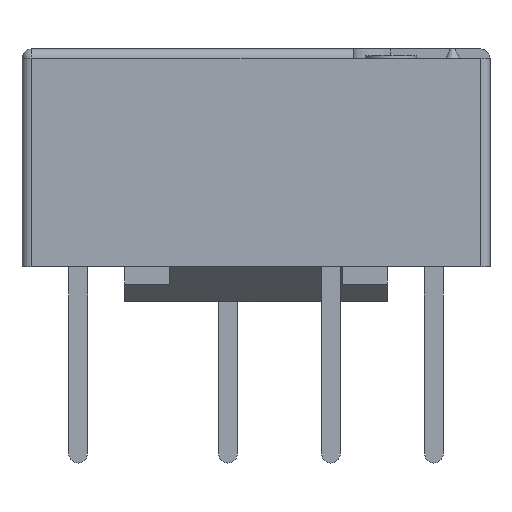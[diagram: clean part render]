
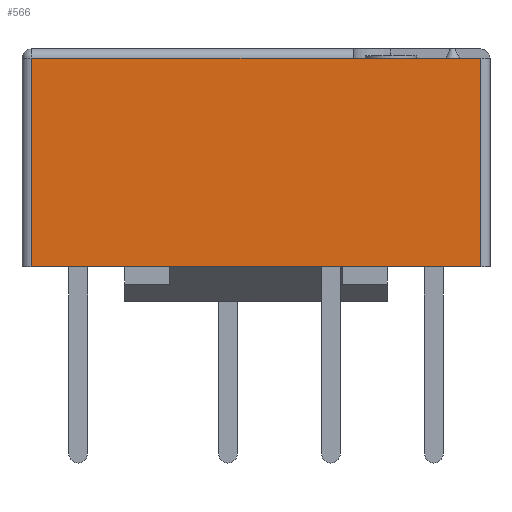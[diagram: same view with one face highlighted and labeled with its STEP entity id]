
A CAD part, front view. The second image highlights one B-rep face of the part: STEP entity #566.
In plain terms, the highlighted planar face has unit normal (0, -1, 0).
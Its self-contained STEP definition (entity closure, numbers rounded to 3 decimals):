
#566=ADVANCED_FACE('',(#14092),#14094,.T.);
#14092=FACE_BOUND('',#14093,.T.);
#14093=EDGE_LOOP('',(#24700,#24701,#24702,#24703,#24704));
#14094=PLANE('',#14095);
#14095=AXIS2_PLACEMENT_3D('',#14096,#14097,#14098);
#14096=CARTESIAN_POINT('',(-5.,-3.,1.));
#14097=DIRECTION('',(0.,-1.,0.));
#14098=DIRECTION('',(1.,0.,0.));
#24700=ORIENTED_EDGE('',*,*,#33203,.T.);
#24701=ORIENTED_EDGE('',*,*,#33204,.F.);
#24702=ORIENTED_EDGE('',*,*,#33205,.F.);
#24703=ORIENTED_EDGE('',*,*,#33162,.T.);
#24704=ORIENTED_EDGE('',*,*,#33202,.T.);
#33162=EDGE_CURVE('',#37560,#37558,#37561,.T.);
#33202=EDGE_CURVE('',#37558,#37619,#37621,.T.);
#33203=EDGE_CURVE('',#37619,#37622,#37623,.T.);
#33204=EDGE_CURVE('',#37624,#37622,#37625,.T.);
#33205=EDGE_CURVE('',#37560,#37624,#37626,.T.);
#37558=VERTEX_POINT('',#45014);
#37560=VERTEX_POINT('',#45019);
#37561=LINE('',#45020,#45021);
#37619=VERTEX_POINT('',#45163);
#37621=LINE('',#45168,#45169);
#37622=VERTEX_POINT('',#45171);
#37623=LINE('',#45172,#45173);
#37624=VERTEX_POINT('',#45175);
#37625=LINE('',#45176,#45177);
#37626=LINE('',#45179,#45180);
#45014=CARTESIAN_POINT('',(4.8,-3.,1.));
#45019=CARTESIAN_POINT('',(-4.8,-3.,1.));
#45020=CARTESIAN_POINT('',(-4.8,-3.,1.));
#45021=VECTOR('',#45022,1.);
#45022=DIRECTION('',(1.,0.,0.));
#45163=CARTESIAN_POINT('',(4.8,-3.,5.45));
#45168=CARTESIAN_POINT('',(4.8,-3.,1.));
#45169=VECTOR('',#45170,1.);
#45170=DIRECTION('',(0.,0.,1.));
#45171=CARTESIAN_POINT('',(2.08,-3.,5.45));
#45172=CARTESIAN_POINT('',(4.8,-3.,5.45));
#45173=VECTOR('',#45174,1.);
#45174=DIRECTION('',(-1.,0.,0.));
#45175=CARTESIAN_POINT('',(-4.8,-3.,5.45));
#45176=CARTESIAN_POINT('',(-4.8,-3.,5.45));
#45177=VECTOR('',#45178,1.);
#45178=DIRECTION('',(1.,0.,0.));
#45179=CARTESIAN_POINT('',(-4.8,-3.,1.));
#45180=VECTOR('',#45181,1.);
#45181=DIRECTION('',(0.,0.,1.));
